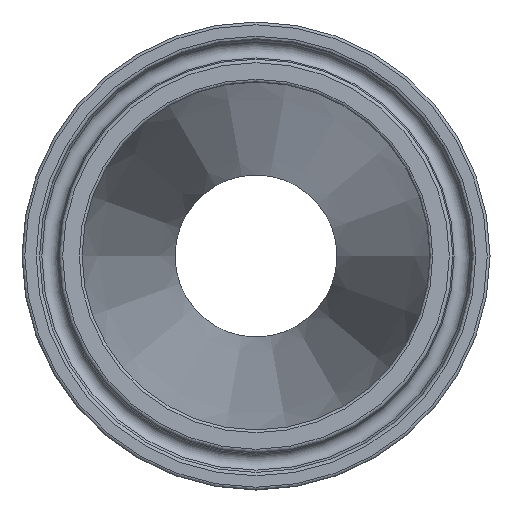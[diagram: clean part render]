
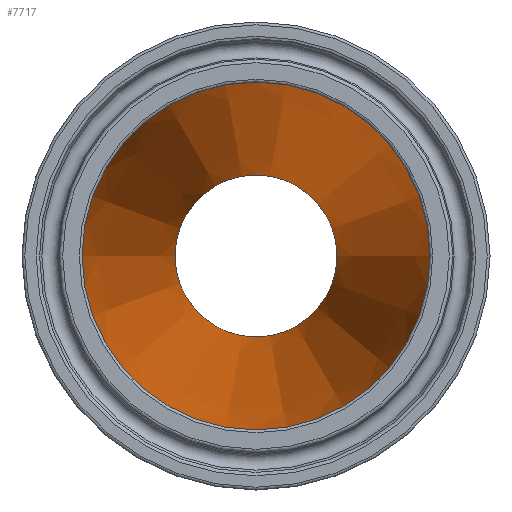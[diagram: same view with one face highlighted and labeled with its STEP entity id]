
A CAD part, left-side view. The second image highlights one B-rep face of the part: STEP entity #7717.
In plain terms, the highlighted conical face has half-angle 7.125 degrees and reference radius 17.399 mm.
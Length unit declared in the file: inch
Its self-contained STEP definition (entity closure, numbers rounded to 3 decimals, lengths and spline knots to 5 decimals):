
#157=FACE_BOUND('',#1462,.T.);
#952=FACE_OUTER_BOUND('',#1461,.T.);
#1461=EDGE_LOOP('',(#7170));
#1462=EDGE_LOOP('',(#7171));
#3069=CIRCLE('',#8209,0.435);
#3070=CIRCLE('',#8211,0.935);
#3827=VERTEX_POINT('',#16635);
#3828=VERTEX_POINT('',#16638);
#4944=EDGE_CURVE('',#3827,#3827,#3069,.T.);
#4945=EDGE_CURVE('',#3828,#3828,#3070,.T.);
#7170=ORIENTED_EDGE('',*,*,#4945,.F.);
#7171=ORIENTED_EDGE('',*,*,#4944,.T.);
#7222=CONICAL_SURFACE('',#8210,0.685,7.125);
#7717=ADVANCED_FACE('',(#952,#157),#7222,.F.);
#8209=AXIS2_PLACEMENT_3D('',#16636,#9716,#9717);
#8210=AXIS2_PLACEMENT_3D('',#16637,#9718,#9719);
#8211=AXIS2_PLACEMENT_3D('',#16639,#9720,#9721);
#9716=DIRECTION('center_axis',(1.,0.,0.));
#9717=DIRECTION('ref_axis',(0.,-1.,0.));
#9718=DIRECTION('center_axis',(-1.,0.,0.));
#9719=DIRECTION('ref_axis',(0.,-1.,0.));
#9720=DIRECTION('center_axis',(1.,0.,0.));
#9721=DIRECTION('ref_axis',(0.,-1.,0.));
#16635=CARTESIAN_POINT('',(4.,-0.435,0.));
#16636=CARTESIAN_POINT('Origin',(4.,0.,0.));
#16637=CARTESIAN_POINT('Origin',(2.,0.,0.));
#16638=CARTESIAN_POINT('',(0.,-0.935,0.));
#16639=CARTESIAN_POINT('Origin',(0.,0.,0.));
